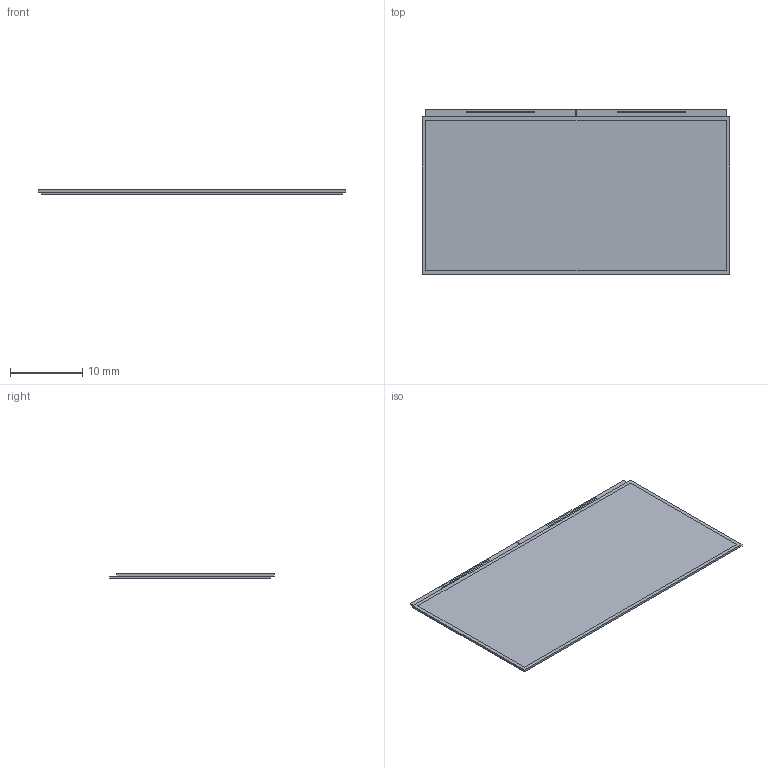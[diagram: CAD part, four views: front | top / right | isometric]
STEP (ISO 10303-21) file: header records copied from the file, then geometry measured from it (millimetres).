
FILE_DESCRIPTION(/* description */ (''),/* implementation_level */ '2;1');
FILE_NAME(/* name */ 'Bare Bump-Bonded Module.stp',/* time_stamp */ '2021-01-11T16:38:23-06:00',/* author */ ('caleb'),/* organization */ (''),/* preprocessor_version */ 'ST-DEVELOPER v17.2',/* originating_system */ 'Autodesk Inventor 2019',/* authorisation */ '');
FILE_SCHEMA (('AUTOMOTIVE_DESIGN { 1 0 10303 214 3 1 1 }'));
Length unit declared in the file: millimetre
Products named in the file (4): F10109315--_1-LAYOUT_ CMS2 ETL MODULE CONCEPT_ SEP-2018 SENSOR SUBASS
Y_MODEL; F10112318--_1-MODULE_ CMS2 ETL_ PIXEL SENSOR 1X2; F10112320--_1-MODULE_ CMS2 ETL_ PIXEL SENSOR UNDERFILL; F10112319--_1-MODULE_ CMS2 ETL_ PIXEL SENSOR READOUT CHIP
Assembly tree (4 placements, depth 2):
  F10109315--_1-LAYOUT_ CMS2 ETL MODULE CONCEPT_ SEP-2018 SENSOR SUBASS
Y_MODEL
    F10112318--_1-MODULE_ CMS2 ETL_ PIXEL SENSOR 1X2
    F10112320--_1-MODULE_ CMS2 ETL_ PIXEL SENSOR UNDERFILL
    F10112319--_1-MODULE_ CMS2 ETL_ PIXEL SENSOR READOUT CHIP  x2
Bounding box: 42.6 x 22.8 x 0.58 mm (x, y, z)
Volume: 534.4 mm3; surface area: 5571.2 mm2
Topology: 5 solids, 5 shells, 33 faces, 72 edges, 52 vertices
Faces by surface type: plane 33
Entity records: 891 total; most frequent: CARTESIAN_POINT 130, DIRECTION 124, ORIENTED_EDGE 112, LINE 56, VECTOR 56, EDGE_CURVE 56, VERTEX_POINT 40, AXIS2_PLACEMENT_3D 34
